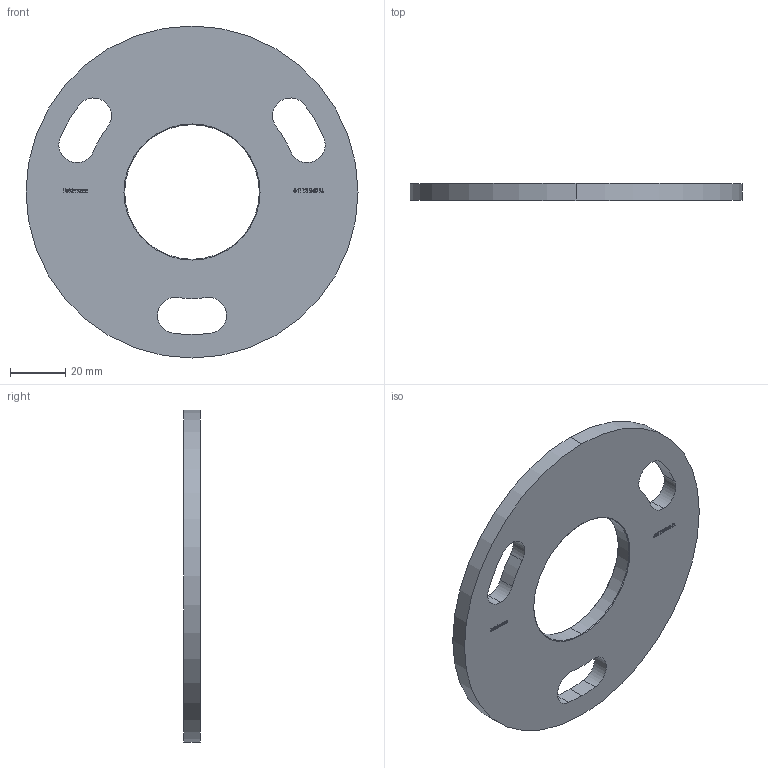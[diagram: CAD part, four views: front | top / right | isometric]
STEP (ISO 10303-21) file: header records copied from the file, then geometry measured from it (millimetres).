
FILE_DESCRIPTION (( 'STEP AP203' ), '1' );
FILE_NAME ('54112-240-LL.step', '2020-10-21T11:00:26', ( '' ), ( '' ), 'SwSTEP 2.0', 'SolidWorks 2018', '' );
FILE_SCHEMA (( 'CONFIG_CONTROL_DESIGN' ));
Length unit declared in the file: millimetre
Products named in the file (2): 54112-240-LL
Bounding box: 120 x 6 x 120 mm (x, y, z)
Volume: 51466.3 mm3; surface area: 21472.6 mm2
Topology: 1 solids, 1 shells, 259 faces, 689 edges, 458 vertices
Faces by surface type: plane 158, bspline 77, cylinder 20, cone 4
Entity records: 12320 total; most frequent: CARTESIAN_POINT 6181, ORIENTED_EDGE 1378, DIRECTION 947, EDGE_CURVE 689, LINE 491, VECTOR 491, VERTEX_POINT 458, EDGE_LOOP 293
